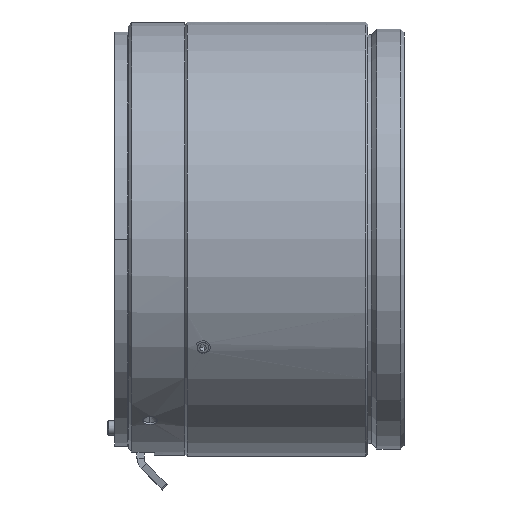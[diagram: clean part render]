
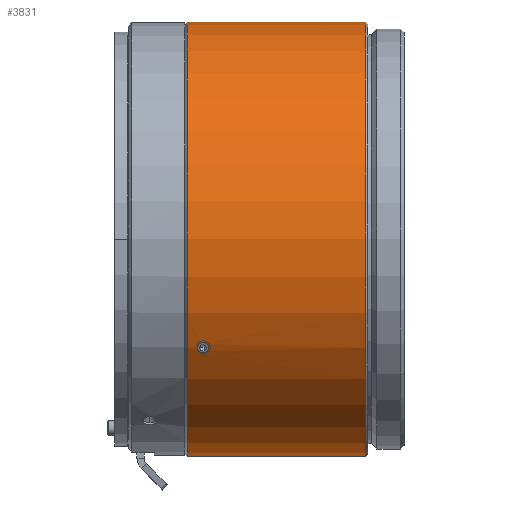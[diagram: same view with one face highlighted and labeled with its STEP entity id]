
A CAD part, left-side view. The second image highlights one B-rep face of the part: STEP entity #3831.
In plain terms, the highlighted cylindrical face has radius 30 mm (diameter 60 mm), a partial arc.
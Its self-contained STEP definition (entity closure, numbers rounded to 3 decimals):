
#136 = EDGE_CURVE ( 'NONE', #9067, #10872, #763, .T. ) ;
#406 = FACE_BOUND ( 'NONE', #12293, .T. ) ;
#492 = VERTEX_POINT ( 'NONE', #2704 ) ;
#763 = B_SPLINE_CURVE_WITH_KNOTS ( 'NONE', 3,
 ( #12397, #1824, #6050, #9231, #1693, #5911, #2921, #1900, #13419, #6120 ),
 .UNSPECIFIED., .F., .F.,
 ( 4, 2, 2, 2, 4 ),
 ( 0.001, 0.002, 0.002, 0.002, 0.003 ),
 .UNSPECIFIED. ) ;
#981 = CARTESIAN_POINT ( 'NONE',  ( 0., 5.305, -30. ) ) ;
#1061 = CARTESIAN_POINT ( 'NONE',  ( -26.085, 28.549, -14.819 ) ) ;
#1488 = CARTESIAN_POINT ( 'NONE',  ( 0., 31.063, 30. ) ) ;
#1520 = VECTOR ( 'NONE', #4683, 1000. ) ;
#1661 = AXIS2_PLACEMENT_3D ( 'NONE', #11971, #5352, #9566 ) ;
#1693 = CARTESIAN_POINT ( 'NONE',  ( -0.64, 28.266, 29.993 ) ) ;
#1738 = CARTESIAN_POINT ( 'NONE',  ( -26.188, 27.056, -14.637 ) ) ;
#1824 = CARTESIAN_POINT ( 'NONE',  ( -0.8, 27.88, 29.989 ) ) ;
#1900 = CARTESIAN_POINT ( 'NONE',  ( -0.209, 28.555, 29.999 ) ) ;
#1973 = CARTESIAN_POINT ( 'NONE',  ( -26.033, 28.57, -14.909 ) ) ;
#2066 = VERTEX_POINT ( 'NONE', #7379 ) ;
#2383 = CARTESIAN_POINT ( 'NONE',  ( -0.492, 27.136, 29.996 ) ) ;
#2400 = DIRECTION ( 'NONE',  ( 0., 1., 0. ) ) ;
#2449 = CARTESIAN_POINT ( 'NONE',  ( -0.106, 26.975, 30. ) ) ;
#2704 = CARTESIAN_POINT ( 'NONE',  ( -25.572, 27.77, -15.687 ) ) ;
#2898 = CARTESIAN_POINT ( 'NONE',  ( -25.624, 27.367, -15.601 ) ) ;
#2921 = CARTESIAN_POINT ( 'NONE',  ( -0.403, 28.474, 29.997 ) ) ;
#3162 = DIRECTION ( 'NONE',  ( 0., 1., 0. ) ) ;
#3211 = ORIENTED_EDGE ( 'NONE', *, *, #8092, .T. ) ;
#3230 = LINE ( 'NONE', #3363, #5852 ) ;
#3363 = CARTESIAN_POINT ( 'NONE',  ( 0., 31.063, 30. ) ) ;
#3463 = ORIENTED_EDGE ( 'NONE', *, *, #136, .T. ) ;
#3490 = CARTESIAN_POINT ( 'NONE',  ( -0.8, 27.567, 29.989 ) ) ;
#3634 = AXIS2_PLACEMENT_3D ( 'NONE', #8294, #10301, #5121 ) ;
#3661 = CARTESIAN_POINT ( 'NONE',  ( 0., 26.975, 30. ) ) ;
#3718 = CARTESIAN_POINT ( 'NONE',  ( -0.8, 27.775, 29.989 ) ) ;
#3831 = ADVANCED_FACE ( 'NONE', ( #9882, #406 ), #11163, .T. ) ;
#3932 = B_SPLINE_CURVE_WITH_KNOTS ( 'NONE', 3,
 ( #4814, #2449, #4542, #7788, #2383, #4614, #3490, #10893 ),
 .UNSPECIFIED., .F., .F.,
 ( 4, 2, 2, 4 ),
 ( 0., 0., 0.001, 0.001 ),
 .UNSPECIFIED. ) ;
#3998 = CARTESIAN_POINT ( 'NONE',  ( -25.875, 28.549, -15.182 ) ) ;
#4164 = VERTEX_POINT ( 'NONE', #4626 ) ;
#4192 = CARTESIAN_POINT ( 'NONE',  ( -26.33, 28.188, -14.378 ) ) ;
#4542 = CARTESIAN_POINT ( 'NONE',  ( -0.21, 26.996, 29.999 ) ) ;
#4614 = CARTESIAN_POINT ( 'NONE',  ( -0.713, 27.358, 29.992 ) ) ;
#4626 = CARTESIAN_POINT ( 'NONE',  ( 0., 5.305, 30. ) ) ;
#4683 = DIRECTION ( 'NONE',  ( 0., 1., 0. ) ) ;
#4814 = CARTESIAN_POINT ( 'NONE',  ( 0., 26.975, 30. ) ) ;
#4832 = VERTEX_POINT ( 'NONE', #3661 ) ;
#5121 = DIRECTION ( 'NONE',  ( 0., 0., -1. ) ) ;
#5169 = CARTESIAN_POINT ( 'NONE',  ( -25.928, 28.57, -15.092 ) ) ;
#5352 = DIRECTION ( 'NONE',  ( 0., 1., 0. ) ) ;
#5390 = EDGE_CURVE ( 'NONE', #7710, #4164, #6079, .T. ) ;
#5442 = CARTESIAN_POINT ( 'NONE',  ( 0., 28.575, 30. ) ) ;
#5546 = AXIS2_PLACEMENT_3D ( 'NONE', #5917, #2400, #6627 ) ;
#5852 = VECTOR ( 'NONE', #3162, 1000. ) ;
#5864 = ORIENTED_EDGE ( 'NONE', *, *, #11099, .T. ) ;
#5911 = CARTESIAN_POINT ( 'NONE',  ( -0.491, 28.416, 29.996 ) ) ;
#5917 = CARTESIAN_POINT ( 'NONE',  ( 0., 31.063, 0. ) ) ;
#5945 = ORIENTED_EDGE ( 'NONE', *, *, #6354, .F. ) ;
#5957 = CARTESIAN_POINT ( 'NONE',  ( -26.295, 27.278, -14.443 ) ) ;
#6024 = CARTESIAN_POINT ( 'NONE',  ( -26.362, 27.56, -14.32 ) ) ;
#6050 = CARTESIAN_POINT ( 'NONE',  ( -0.779, 27.985, 29.99 ) ) ;
#6061 = EDGE_CURVE ( 'NONE', #10872, #2066, #3230, .T. ) ;
#6079 = CIRCLE ( 'NONE', #1661, 30. ) ;
#6120 = CARTESIAN_POINT ( 'NONE',  ( 0., 28.575, 30. ) ) ;
#6354 = EDGE_CURVE ( 'NONE', #7710, #11059, #7228, .T. ) ;
#6361 = ORIENTED_EDGE ( 'NONE', *, *, #11774, .T. ) ;
#6627 = DIRECTION ( 'NONE',  ( 0., 0., 1. ) ) ;
#7057 = CARTESIAN_POINT ( 'NONE',  ( -25.572, 27.77, -15.687 ) ) ;
#7121 = CARTESIAN_POINT ( 'NONE',  ( -25.929, 26.97, -15.09 ) ) ;
#7130 = VERTEX_POINT ( 'NONE', #8341 ) ;
#7205 = ORIENTED_EDGE ( 'NONE', *, *, #9792, .T. ) ;
#7228 = LINE ( 'NONE', #9311, #12895 ) ;
#7379 = CARTESIAN_POINT ( 'NONE',  ( 0., 29.975, 30. ) ) ;
#7610 = CIRCLE ( 'NONE', #3634, 30. ) ;
#7710 = VERTEX_POINT ( 'NONE', #981 ) ;
#7788 = CARTESIAN_POINT ( 'NONE',  ( -0.403, 27.077, 29.997 ) ) ;
#8092 = EDGE_CURVE ( 'NONE', #7130, #492, #8433, .T. ) ;
#8212 = CARTESIAN_POINT ( 'NONE',  ( -26.372, 27.981, -14.302 ) ) ;
#8294 = CARTESIAN_POINT ( 'NONE',  ( 0., 29.975, 0. ) ) ;
#8341 = CARTESIAN_POINT ( 'NONE',  ( -26.372, 27.77, -14.302 ) ) ;
#8345 = CARTESIAN_POINT ( 'NONE',  ( -25.572, 27.979, -15.687 ) ) ;
#8433 = B_SPLINE_CURVE_WITH_KNOTS ( 'NONE', 3,
 ( #10316, #13461, #6024, #9347, #5957, #1738, #9205, #7121, #9278, #9415, #11267, #10170, #2898, #13392, #12509, #7057 ),
 .UNSPECIFIED., .F., .F.,
 ( 4, 2, 2, 2, 2, 2, 2, 4 ),
 ( 0., 0., 0.001, 0.001, 0.002, 0.002, 0.002, 0.003 ),
 .UNSPECIFIED. ) ;
#8538 = EDGE_CURVE ( 'NONE', #492, #7130, #12837, .T. ) ;
#9067 = VERTEX_POINT ( 'NONE', #3718 ) ;
#9205 = CARTESIAN_POINT ( 'NONE',  ( -26.085, 26.97, -14.819 ) ) ;
#9231 = CARTESIAN_POINT ( 'NONE',  ( -0.699, 28.178, 29.992 ) ) ;
#9278 = CARTESIAN_POINT ( 'NONE',  ( -25.876, 26.991, -15.181 ) ) ;
#9311 = CARTESIAN_POINT ( 'NONE',  ( 0., 31.063, -30. ) ) ;
#9316 = CARTESIAN_POINT ( 'NONE',  ( -26.18, 28.469, -14.65 ) ) ;
#9347 = CARTESIAN_POINT ( 'NONE',  ( -26.323, 27.367, -14.391 ) ) ;
#9415 = CARTESIAN_POINT ( 'NONE',  ( -25.777, 27.071, -15.347 ) ) ;
#9566 = DIRECTION ( 'NONE',  ( 0., 0., 1. ) ) ;
#9792 = EDGE_CURVE ( 'NONE', #4832, #9067, #3932, .T. ) ;
#9882 = FACE_OUTER_BOUND ( 'NONE', #11074, .T. ) ;
#10170 = CARTESIAN_POINT ( 'NONE',  ( -25.655, 27.279, -15.551 ) ) ;
#10301 = DIRECTION ( 'NONE',  ( 0., -1., 0. ) ) ;
#10316 = CARTESIAN_POINT ( 'NONE',  ( -26.372, 27.77, -14.302 ) ) ;
#10872 = VERTEX_POINT ( 'NONE', #5442 ) ;
#10893 = CARTESIAN_POINT ( 'NONE',  ( -0.8, 27.775, 29.989 ) ) ;
#10963 = ORIENTED_EDGE ( 'NONE', *, *, #8538, .T. ) ;
#11059 = VERTEX_POINT ( 'NONE', #11162 ) ;
#11074 = EDGE_LOOP ( 'NONE', ( #5945, #13428, #5864, #7205, #3463, #11192, #6361 ) ) ;
#11099 = EDGE_CURVE ( 'NONE', #4164, #4832, #11989, .T. ) ;
#11163 = CYLINDRICAL_SURFACE ( 'NONE', #5546, 30. ) ;
#11162 = CARTESIAN_POINT ( 'NONE',  ( 0., 29.975, -30. ) ) ;
#11192 = ORIENTED_EDGE ( 'NONE', *, *, #6061, .T. ) ;
#11267 = CARTESIAN_POINT ( 'NONE',  ( -25.732, 27.129, -15.423 ) ) ;
#11373 = CARTESIAN_POINT ( 'NONE',  ( -26.372, 27.77, -14.302 ) ) ;
#11440 = CARTESIAN_POINT ( 'NONE',  ( -25.572, 27.77, -15.687 ) ) ;
#11504 = CARTESIAN_POINT ( 'NONE',  ( -25.617, 28.188, -15.614 ) ) ;
#11640 = CARTESIAN_POINT ( 'NONE',  ( -25.731, 28.409, -15.424 ) ) ;
#11774 = EDGE_CURVE ( 'NONE', #2066, #11059, #7610, .T. ) ;
#11971 = CARTESIAN_POINT ( 'NONE',  ( 0., 5.305, 0. ) ) ;
#11989 = LINE ( 'NONE', #1488, #1520 ) ;
#12293 = EDGE_LOOP ( 'NONE', ( #3211, #10963 ) ) ;
#12397 = CARTESIAN_POINT ( 'NONE',  ( -0.8, 27.775, 29.989 ) ) ;
#12407 = CARTESIAN_POINT ( 'NONE',  ( -26.223, 28.41, -14.572 ) ) ;
#12509 = CARTESIAN_POINT ( 'NONE',  ( -25.572, 27.665, -15.687 ) ) ;
#12837 = B_SPLINE_CURVE_WITH_KNOTS ( 'NONE', 3,
 ( #11440, #8345, #11504, #11640, #13490, #3998, #5169, #1973, #1061, #9316, #12407, #4192, #8212, #11373 ),
 .UNSPECIFIED., .F., .F.,
 ( 4, 2, 2, 2, 2, 2, 4 ),
 ( 0.003, 0.003, 0.003, 0.004, 0.004, 0.004, 0.005 ),
 .UNSPECIFIED. ) ;
#12895 = VECTOR ( 'NONE', #13488, 1000. ) ;
#13392 = CARTESIAN_POINT ( 'NONE',  ( -25.582, 27.561, -15.67 ) ) ;
#13419 = CARTESIAN_POINT ( 'NONE',  ( -0.104, 28.575, 30. ) ) ;
#13428 = ORIENTED_EDGE ( 'NONE', *, *, #5390, .T. ) ;
#13461 = CARTESIAN_POINT ( 'NONE',  ( -26.372, 27.664, -14.302 ) ) ;
#13488 = DIRECTION ( 'NONE',  ( 0., 1., 0. ) ) ;
#13490 = CARTESIAN_POINT ( 'NONE',  ( -25.777, 28.469, -15.348 ) ) ;
